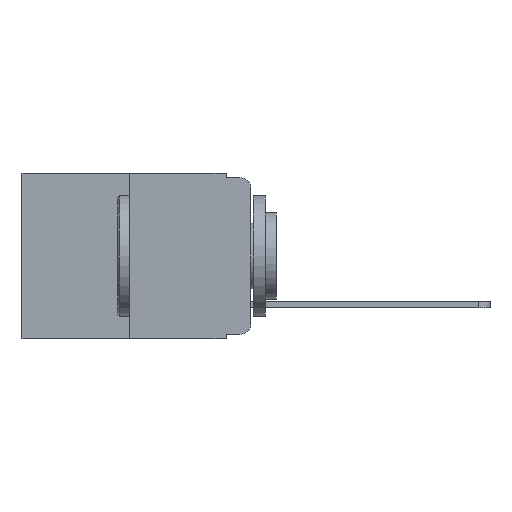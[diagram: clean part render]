
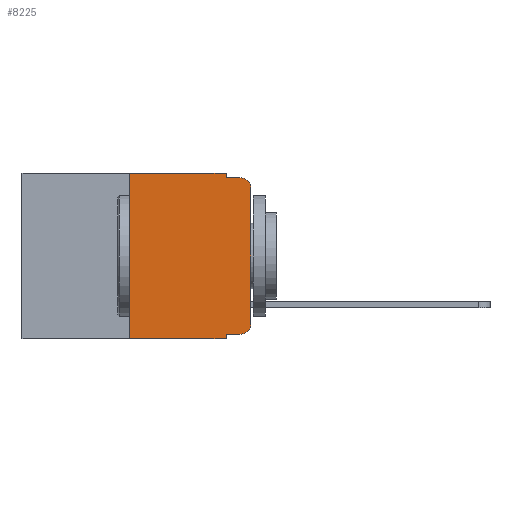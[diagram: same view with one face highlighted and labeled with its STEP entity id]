
A CAD part, left-side view. The second image highlights one B-rep face of the part: STEP entity #8225.
In plain terms, the highlighted planar face has unit normal (-1, 0, 0).
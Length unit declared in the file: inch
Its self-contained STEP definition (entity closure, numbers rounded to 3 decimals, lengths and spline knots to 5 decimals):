
#10 = CARTESIAN_POINT ( 'NONE',  ( 0., 0.25, -0.343 ) ) ;
#193 = DIRECTION ( 'NONE',  ( 0., 0., -1. ) ) ;
#318 = FACE_OUTER_BOUND ( 'NONE', #6612, .T. ) ;
#414 = CARTESIAN_POINT ( 'NONE',  ( 0., 0.02, -0.01 ) ) ;
#972 = CARTESIAN_POINT ( 'NONE',  ( 0., 0.051, -0.343 ) ) ;
#980 = EDGE_CURVE ( 'NONE', #7776, #2766, #6135, .T. ) ;
#1166 = ORIENTED_EDGE ( 'NONE', *, *, #12745, .F. ) ;
#1215 = CARTESIAN_POINT ( 'NONE',  ( 0., 0., 0. ) ) ;
#1905 = CARTESIAN_POINT ( 'NONE',  ( 0., 0.051, 0. ) ) ;
#2138 = ORIENTED_EDGE ( 'NONE', *, *, #4062, .T. ) ;
#2218 = CARTESIAN_POINT ( 'NONE',  ( 0., 0.02, -0.03 ) ) ;
#2357 = ORIENTED_EDGE ( 'NONE', *, *, #980, .T. ) ;
#2568 = DIRECTION ( 'NONE',  ( 0., 0., -1. ) ) ;
#2598 = DIRECTION ( 'NONE',  ( 0., 0., -1. ) ) ;
#2632 = EDGE_CURVE ( 'NONE', #10042, #6489, #7317, .T. ) ;
#2766 = VERTEX_POINT ( 'NONE', #11189 ) ;
#2895 = ORIENTED_EDGE ( 'NONE', *, *, #7392, .F. ) ;
#2935 = EDGE_CURVE ( 'NONE', #6489, #7795, #8933, .T. ) ;
#3198 = DIRECTION ( 'NONE',  ( 0., -1., 0. ) ) ;
#3291 = VECTOR ( 'NONE', #3556, 39.37008 ) ;
#3421 = EDGE_CURVE ( 'NONE', #11007, #7092, #8970, .T. ) ;
#3542 = CARTESIAN_POINT ( 'NONE',  ( 0., 0., -0.313 ) ) ;
#3556 = DIRECTION ( 'NONE',  ( 0., -1., 0. ) ) ;
#3601 = DIRECTION ( 'NONE',  ( -1., 0., 0. ) ) ;
#3624 = AXIS2_PLACEMENT_3D ( 'NONE', #4645, #3601, #2598 ) ;
#3710 = VERTEX_POINT ( 'NONE', #10 ) ;
#4062 = EDGE_CURVE ( 'NONE', #2766, #7795, #4767, .T. ) ;
#4237 = LINE ( 'NONE', #11293, #3291 ) ;
#4645 = CARTESIAN_POINT ( 'NONE',  ( 0., 0.02, -0.313 ) ) ;
#4712 = ORIENTED_EDGE ( 'NONE', *, *, #11653, .F. ) ;
#4767 = CIRCLE ( 'NONE', #8449, 0.02 ) ;
#4869 = LINE ( 'NONE', #8587, #9491 ) ;
#4884 = ORIENTED_EDGE ( 'NONE', *, *, #7375, .T. ) ;
#4938 = DIRECTION ( 'NONE',  ( 0., 0., -1. ) ) ;
#4968 = LINE ( 'NONE', #1905, #8522 ) ;
#5084 = CARTESIAN_POINT ( 'NONE',  ( 0., 0.473, 0. ) ) ;
#5180 = CARTESIAN_POINT ( 'NONE',  ( 0., 0.051, -0.01 ) ) ;
#5194 = CARTESIAN_POINT ( 'NONE',  ( 0., 0.473, -0.343 ) ) ;
#5245 = ORIENTED_EDGE ( 'NONE', *, *, #2632, .F. ) ;
#5345 = VERTEX_POINT ( 'NONE', #972 ) ;
#5547 = AXIS2_PLACEMENT_3D ( 'NONE', #5084, #8070, #193 ) ;
#6135 = LINE ( 'NONE', #1215, #9373 ) ;
#6274 = DIRECTION ( 'NONE',  ( -1., 0., 0. ) ) ;
#6289 = DIRECTION ( 'NONE',  ( 0., -1., 0. ) ) ;
#6332 = CARTESIAN_POINT ( 'NONE',  ( 0., 0.051, -0.333 ) ) ;
#6489 = VERTEX_POINT ( 'NONE', #5180 ) ;
#6612 = EDGE_LOOP ( 'NONE', ( #2357, #2138, #9201, #5245, #4712, #2895, #8575, #1166, #10862, #4884 ) ) ;
#6703 = VECTOR ( 'NONE', #2568, 39.37008 ) ;
#7030 = VERTEX_POINT ( 'NONE', #9452 ) ;
#7092 = VERTEX_POINT ( 'NONE', #12554 ) ;
#7160 = PLANE ( 'NONE',  #5547 ) ;
#7317 = LINE ( 'NONE', #11095, #6703 ) ;
#7375 = EDGE_CURVE ( 'NONE', #7092, #7776, #8740, .T. ) ;
#7392 = EDGE_CURVE ( 'NONE', #3710, #7030, #4869, .T. ) ;
#7475 = LINE ( 'NONE', #5194, #7794 ) ;
#7483 = CARTESIAN_POINT ( 'NONE',  ( 0., 0.051, 0. ) ) ;
#7776 = VERTEX_POINT ( 'NONE', #3542 ) ;
#7794 = VECTOR ( 'NONE', #3198, 39.37008 ) ;
#7795 = VERTEX_POINT ( 'NONE', #414 ) ;
#8070 = DIRECTION ( 'NONE',  ( 1., 0., 0. ) ) ;
#8085 = DIRECTION ( 'NONE',  ( 0., -1., 0. ) ) ;
#8225 = ADVANCED_FACE ( 'NONE', ( #318 ), #7160, .F. ) ;
#8449 = AXIS2_PLACEMENT_3D ( 'NONE', #2218, #6274, #9167 ) ;
#8522 = VECTOR ( 'NONE', #4938, 39.37008 ) ;
#8575 = ORIENTED_EDGE ( 'NONE', *, *, #11470, .T. ) ;
#8587 = CARTESIAN_POINT ( 'NONE',  ( 0., 0.25, 0. ) ) ;
#8621 = VECTOR ( 'NONE', #8085, 39.37008 ) ;
#8740 = CIRCLE ( 'NONE', #3624, 0.02 ) ;
#8933 = LINE ( 'NONE', #11985, #8621 ) ;
#8970 = LINE ( 'NONE', #6332, #11271 ) ;
#9167 = DIRECTION ( 'NONE',  ( 0., 0., -1. ) ) ;
#9201 = ORIENTED_EDGE ( 'NONE', *, *, #2935, .F. ) ;
#9373 = VECTOR ( 'NONE', #10021, 39.37008 ) ;
#9452 = CARTESIAN_POINT ( 'NONE',  ( 0., 0.25, 0. ) ) ;
#9491 = VECTOR ( 'NONE', #11457, 39.37008 ) ;
#10021 = DIRECTION ( 'NONE',  ( 0., 0., 1. ) ) ;
#10042 = VERTEX_POINT ( 'NONE', #7483 ) ;
#10369 = CARTESIAN_POINT ( 'NONE',  ( 0., 0.051, -0.333 ) ) ;
#10862 = ORIENTED_EDGE ( 'NONE', *, *, #3421, .T. ) ;
#11007 = VERTEX_POINT ( 'NONE', #10369 ) ;
#11095 = CARTESIAN_POINT ( 'NONE',  ( 0., 0.051, 0. ) ) ;
#11189 = CARTESIAN_POINT ( 'NONE',  ( 0., 0., -0.03 ) ) ;
#11271 = VECTOR ( 'NONE', #6289, 39.37008 ) ;
#11293 = CARTESIAN_POINT ( 'NONE',  ( 0., 0.473, 0. ) ) ;
#11457 = DIRECTION ( 'NONE',  ( 0., 0., 1. ) ) ;
#11470 = EDGE_CURVE ( 'NONE', #3710, #5345, #7475, .T. ) ;
#11653 = EDGE_CURVE ( 'NONE', #7030, #10042, #4237, .T. ) ;
#11985 = CARTESIAN_POINT ( 'NONE',  ( 0., 0.051, -0.01 ) ) ;
#12554 = CARTESIAN_POINT ( 'NONE',  ( 0., 0.02, -0.333 ) ) ;
#12745 = EDGE_CURVE ( 'NONE', #11007, #5345, #4968, .T. ) ;
